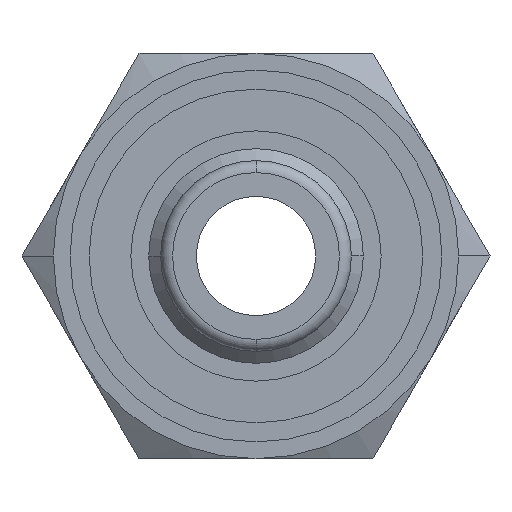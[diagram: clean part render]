
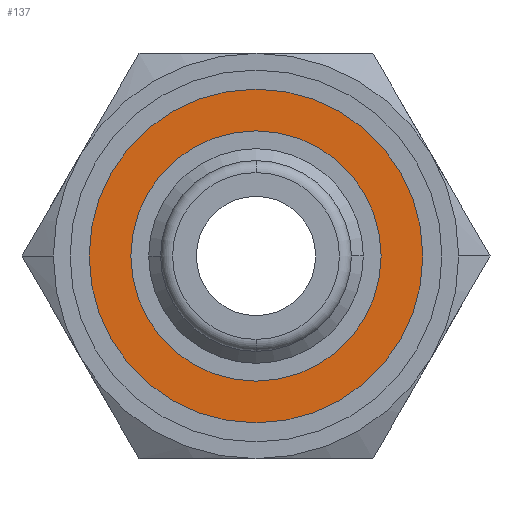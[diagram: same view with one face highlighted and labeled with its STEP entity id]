
A CAD part, front view. The second image highlights one B-rep face of the part: STEP entity #137.
In plain terms, the highlighted planar face has unit normal (0, -1, 0).
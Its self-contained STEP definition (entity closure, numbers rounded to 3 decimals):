
#137=ADVANCED_FACE('',(#300,#301),#302,.T.);
#300=FACE_BOUND('',#485,.T.);
#301=FACE_OUTER_BOUND('',#486,.T.);
#302=PLANE('',#487);
#485=EDGE_LOOP('',(#816,#817));
#486=EDGE_LOOP('',(#818,#819));
#487=AXIS2_PLACEMENT_3D('',#820,#821,#822);
#816=ORIENTED_EDGE('',*,*,#1169,.T.);
#817=ORIENTED_EDGE('',*,*,#1064,.T.);
#818=ORIENTED_EDGE('',*,*,#1115,.T.);
#819=ORIENTED_EDGE('',*,*,#1170,.T.);
#820=CARTESIAN_POINT('',(0.0,23.5,0.0));
#821=DIRECTION('',(0.0,-1.0,0.0));
#822=DIRECTION('',(-1.0,0.0,0.0));
#1064=EDGE_CURVE('',#1252,#1256,#1258,.T.);
#1115=EDGE_CURVE('',#1335,#1340,#1342,.T.);
#1169=EDGE_CURVE('',#1256,#1252,#1416,.T.);
#1170=EDGE_CURVE('',#1340,#1335,#1417,.T.);
#1252=VERTEX_POINT('',#1525);
#1256=VERTEX_POINT('',#1530);
#1258=CIRCLE('',#1533,5.25);
#1335=VERTEX_POINT('',#1664);
#1340=VERTEX_POINT('',#1670);
#1342=CIRCLE('',#1673,7.0);
#1416=CIRCLE('',#1869,5.25);
#1417=CIRCLE('',#1870,7.0);
#1525=CARTESIAN_POINT('',(5.25,23.5,0.));
#1530=CARTESIAN_POINT('',(-5.25,23.5,0.));
#1533=AXIS2_PLACEMENT_3D('',#2052,#2053,#2054);
#1664=CARTESIAN_POINT('',(7.0,23.5,0.0));
#1670=CARTESIAN_POINT('',(-7.0,23.5,0.));
#1673=AXIS2_PLACEMENT_3D('',#2139,#2140,#2141);
#1869=AXIS2_PLACEMENT_3D('',#2202,#2203,#2204);
#1870=AXIS2_PLACEMENT_3D('',#2205,#2206,#2207);
#2052=CARTESIAN_POINT('',(0.0,23.5,0.0));
#2053=DIRECTION('',(-0.0,1.0,0.0));
#2054=DIRECTION('',(1.0,0.0,0.0));
#2139=CARTESIAN_POINT('',(0.0,23.5,0.0));
#2140=DIRECTION('',(0.0,-1.0,0.0));
#2141=DIRECTION('',(1.0,0.0,0.0));
#2202=CARTESIAN_POINT('',(0.0,23.5,0.0));
#2203=DIRECTION('',(-0.0,1.0,0.0));
#2204=DIRECTION('',(1.0,0.0,0.0));
#2205=CARTESIAN_POINT('',(0.0,23.5,0.0));
#2206=DIRECTION('',(0.0,-1.0,0.0));
#2207=DIRECTION('',(1.0,0.0,0.0));
